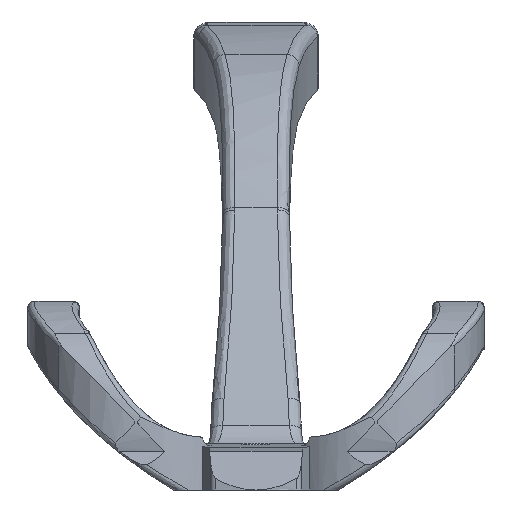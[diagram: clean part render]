
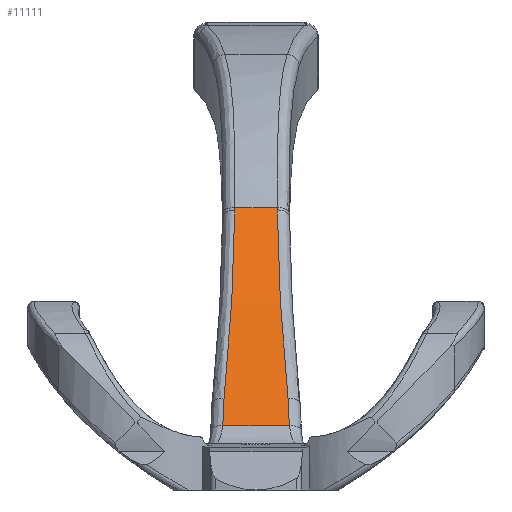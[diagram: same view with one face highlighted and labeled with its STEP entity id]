
A CAD part, front view. The second image highlights one B-rep face of the part: STEP entity #11111.
In plain terms, the highlighted cylindrical face has radius 226.348 mm (diameter 452.697 mm), a partial arc.
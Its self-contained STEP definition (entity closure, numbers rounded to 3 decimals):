
#42 = VERTEX_POINT ( 'NONE', #9640 ) ;
#60 = EDGE_CURVE ( 'NONE', #7798, #5001, #3126, .T. ) ;
#148 = ORIENTED_EDGE ( 'NONE', *, *, #4504, .T. ) ;
#593 = CARTESIAN_POINT ( 'NONE',  ( -3.5, 68.119, 46.019 ) ) ;
#708 = CARTESIAN_POINT ( 'NONE',  ( -3.845, 60.127, 33.44 ) ) ;
#818 = VERTEX_POINT ( 'NONE', #2831 ) ;
#924 = CARTESIAN_POINT ( 'NONE',  ( 5.263, 50.427, 15.028 ) ) ;
#1186 = CARTESIAN_POINT ( 'NONE',  ( -5.308, 49.732, 13.553 ) ) ;
#2055 = CARTESIAN_POINT ( 'NONE',  ( 3.5, 68.119, 46.019 ) ) ;
#2087 = ORIENTED_EDGE ( 'NONE', *, *, #10164, .F. ) ;
#2445 = CARTESIAN_POINT ( 'NONE',  ( -3.72, 61.656, 36. ) ) ;
#2455 = CARTESIAN_POINT ( 'NONE',  ( 3.495, 68.394, 46.422 ) ) ;
#2460 = CARTESIAN_POINT ( 'NONE',  ( 5.377, 49.054, 12.071 ) ) ;
#2567 = CARTESIAN_POINT ( 'NONE',  ( 3.497, 68.303, 46.288 ) ) ;
#2601 = CARTESIAN_POINT ( 'NONE',  ( 4.754, 52.958, 20.406 ) ) ;
#2769 = DIRECTION ( 'NONE',  ( 0., 0., -1. ) ) ;
#2831 = CARTESIAN_POINT ( 'NONE',  ( -5.468, 48.393, 10.582 ) ) ;
#2895 = B_SPLINE_CURVE_WITH_KNOTS ( 'NONE', 3,
 ( #4381, #2460, #6062, #9614 ),
 .UNSPECIFIED., .F., .F.,
 ( 4, 4 ),
 ( 0., 0.005 ),
 .UNSPECIFIED. ) ;
#2940 = CARTESIAN_POINT ( 'NONE',  ( -347.837, 255.232, -81.349 ) ) ;
#2974 = CARTESIAN_POINT ( 'NONE',  ( -5.263, 50.427, 15.028 ) ) ;
#3084 = AXIS2_PLACEMENT_3D ( 'NONE', #2940, #7191, #2769 ) ;
#3126 = B_SPLINE_CURVE_WITH_KNOTS ( 'NONE', 3,
 ( #924, #2601, #9694, #7729, #11260, #3303 ),
 .UNSPECIFIED., .F., .F.,
 ( 4, 2, 4 ),
 ( 0., 0.018, 0.036 ),
 .UNSPECIFIED. ) ;
#3303 = CARTESIAN_POINT ( 'NONE',  ( 3.5, 68.119, 46.019 ) ) ;
#3424 = B_SPLINE_CURVE_WITH_KNOTS ( 'NONE', 3,
 ( #2974, #1186, #7522, #8332 ),
 .UNSPECIFIED., .F., .F.,
 ( 4, 4 ),
 ( 0., 0.005 ),
 .UNSPECIFIED. ) ;
#3488 = CARTESIAN_POINT ( 'NONE',  ( -5.263, 50.427, 15.028 ) ) ;
#3884 = EDGE_CURVE ( 'NONE', #42, #7618, #10228, .T. ) ;
#3909 = CARTESIAN_POINT ( 'NONE',  ( -347.837, 68.394, 46.422 ) ) ;
#3989 = B_SPLINE_CURVE_WITH_KNOTS ( 'NONE', 3,
 ( #593, #6864, #10410, #2445, #708, #4254, #8786, #3488 ),
 .UNSPECIFIED., .F., .F.,
 ( 4, 2, 2, 4 ),
 ( 0., 0.009, 0.018, 0.036 ),
 .UNSPECIFIED. ) ;
#4254 = CARTESIAN_POINT ( 'NONE',  ( -4.315, 55.698, 25.682 ) ) ;
#4381 = CARTESIAN_POINT ( 'NONE',  ( 5.468, 48.393, 10.582 ) ) ;
#4455 = VERTEX_POINT ( 'NONE', #6257 ) ;
#4504 = EDGE_CURVE ( 'NONE', #818, #9849, #4515, .T. ) ;
#4515 = LINE ( 'NONE', #9110, #4583 ) ;
#4583 = VECTOR ( 'NONE', #8062, 1000. ) ;
#4596 = ORIENTED_EDGE ( 'NONE', *, *, #9271, .T. ) ;
#4597 = CARTESIAN_POINT ( 'NONE',  ( -3.5, 68.119, 46.019 ) ) ;
#4755 = CARTESIAN_POINT ( 'NONE',  ( 3.495, 68.394, 46.422 ) ) ;
#5001 = VERTEX_POINT ( 'NONE', #2055 ) ;
#5036 = EDGE_CURVE ( 'NONE', #4455, #818, #3424, .T. ) ;
#5215 = EDGE_CURVE ( 'NONE', #7618, #4455, #3989, .T. ) ;
#5416 = CARTESIAN_POINT ( 'NONE',  ( -3.499, 68.211, 46.153 ) ) ;
#5948 = CARTESIAN_POINT ( 'NONE',  ( 3.499, 68.211, 46.153 ) ) ;
#6062 = CARTESIAN_POINT ( 'NONE',  ( 5.308, 49.732, 13.553 ) ) ;
#6257 = CARTESIAN_POINT ( 'NONE',  ( -5.263, 50.427, 15.028 ) ) ;
#6342 = CARTESIAN_POINT ( 'NONE',  ( -3.496, 68.394, 46.422 ) ) ;
#6440 = VECTOR ( 'NONE', #10248, 1000. ) ;
#6648 = VERTEX_POINT ( 'NONE', #4755 ) ;
#6864 = CARTESIAN_POINT ( 'NONE',  ( -3.5, 66.44, 43.553 ) ) ;
#7191 = DIRECTION ( 'NONE',  ( 1., 0., 0. ) ) ;
#7249 = FACE_OUTER_BOUND ( 'NONE', #7987, .T. ) ;
#7312 = CYLINDRICAL_SURFACE ( 'NONE', #3084, 226.348 ) ;
#7470 = ORIENTED_EDGE ( 'NONE', *, *, #60, .T. ) ;
#7522 = CARTESIAN_POINT ( 'NONE',  ( -5.377, 49.054, 12.071 ) ) ;
#7618 = VERTEX_POINT ( 'NONE', #4597 ) ;
#7729 = CARTESIAN_POINT ( 'NONE',  ( 3.689, 61.601, 36.023 ) ) ;
#7798 = VERTEX_POINT ( 'NONE', #10434 ) ;
#7987 = EDGE_LOOP ( 'NONE', ( #148, #10359, #7470, #4596, #2087, #11431, #9212, #8253 ) ) ;
#8032 = CARTESIAN_POINT ( 'NONE',  ( -3.5, 68.119, 46.019 ) ) ;
#8062 = DIRECTION ( 'NONE',  ( 1., 0., 0. ) ) ;
#8253 = ORIENTED_EDGE ( 'NONE', *, *, #5036, .T. ) ;
#8332 = CARTESIAN_POINT ( 'NONE',  ( -5.468, 48.393, 10.582 ) ) ;
#8786 = CARTESIAN_POINT ( 'NONE',  ( -4.754, 52.958, 20.407 ) ) ;
#9110 = CARTESIAN_POINT ( 'NONE',  ( -347.837, 48.393, 10.582 ) ) ;
#9212 = ORIENTED_EDGE ( 'NONE', *, *, #5215, .T. ) ;
#9271 = EDGE_CURVE ( 'NONE', #5001, #6648, #9803, .T. ) ;
#9614 = CARTESIAN_POINT ( 'NONE',  ( 5.263, 50.427, 15.028 ) ) ;
#9640 = CARTESIAN_POINT ( 'NONE',  ( -3.496, 68.394, 46.422 ) ) ;
#9694 = CARTESIAN_POINT ( 'NONE',  ( 4.315, 55.697, 25.68 ) ) ;
#9803 = B_SPLINE_CURVE_WITH_KNOTS ( 'NONE', 3,
 ( #10537, #5948, #2567, #2455 ),
 .UNSPECIFIED., .F., .F.,
 ( 4, 4 ),
 ( 0., 0. ),
 .UNSPECIFIED. ) ;
#9828 = CARTESIAN_POINT ( 'NONE',  ( -3.497, 68.303, 46.288 ) ) ;
#9849 = VERTEX_POINT ( 'NONE', #10902 ) ;
#10015 = EDGE_CURVE ( 'NONE', #9849, #7798, #2895, .T. ) ;
#10020 = LINE ( 'NONE', #3909, #6440 ) ;
#10164 = EDGE_CURVE ( 'NONE', #42, #6648, #10020, .T. ) ;
#10228 = B_SPLINE_CURVE_WITH_KNOTS ( 'NONE', 3,
 ( #6342, #9828, #5416, #8032 ),
 .UNSPECIFIED., .F., .F.,
 ( 4, 4 ),
 ( 0., 0. ),
 .UNSPECIFIED. ) ;
#10248 = DIRECTION ( 'NONE',  ( 1., 0., 0. ) ) ;
#10359 = ORIENTED_EDGE ( 'NONE', *, *, #10015, .T. ) ;
#10410 = CARTESIAN_POINT ( 'NONE',  ( -3.548, 64.812, 41.056 ) ) ;
#10434 = CARTESIAN_POINT ( 'NONE',  ( 5.263, 50.427, 15.028 ) ) ;
#10537 = CARTESIAN_POINT ( 'NONE',  ( 3.5, 68.119, 46.019 ) ) ;
#10902 = CARTESIAN_POINT ( 'NONE',  ( 5.468, 48.393, 10.582 ) ) ;
#11111 = ADVANCED_FACE ( 'NONE', ( #7249 ), #7312, .T. ) ;
#11260 = CARTESIAN_POINT ( 'NONE',  ( 3.501, 64.762, 41.087 ) ) ;
#11431 = ORIENTED_EDGE ( 'NONE', *, *, #3884, .T. ) ;
